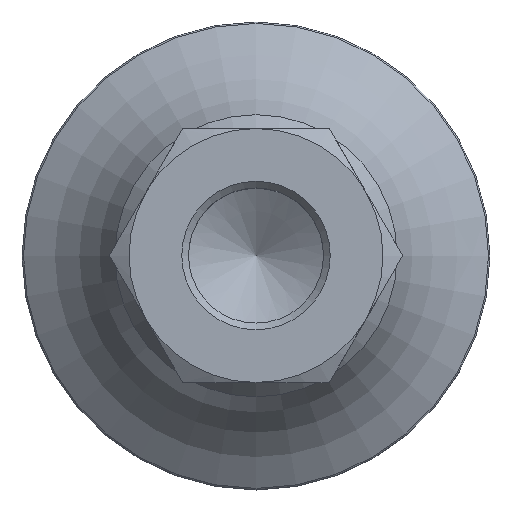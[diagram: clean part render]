
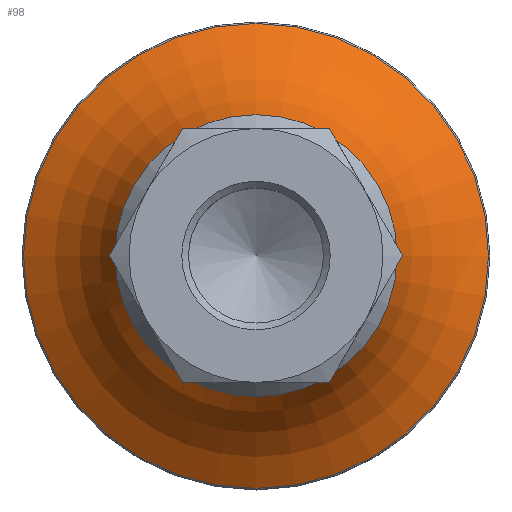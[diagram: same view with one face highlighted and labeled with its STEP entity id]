
A CAD part, top view. The second image highlights one B-rep face of the part: STEP entity #98.
In plain terms, the highlighted toroidal (fillet/blend) face has major radius 24.427 mm and minor radius 15 mm.
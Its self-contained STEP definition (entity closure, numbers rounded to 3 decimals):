
#98 = ADVANCED_FACE( '', ( #160, #161 ), #162, .F. );
#160 = FACE_OUTER_BOUND( '', #231, .T. );
#161 = FACE_OUTER_BOUND( '', #232, .T. );
#162 = TOROIDAL_SURFACE( '', #233, 24.428, 15. );
#231 = EDGE_LOOP( '', ( #394 ) );
#232 = EDGE_LOOP( '', ( #395 ) );
#233 = AXIS2_PLACEMENT_3D( '', #396, #397, #398 );
#394 = ORIENTED_EDGE( '', *, *, #459, .T. );
#395 = ORIENTED_EDGE( '', *, *, #462, .F. );
#396 = CARTESIAN_POINT( '', ( 0., 0., 20.304 ) );
#397 = DIRECTION( '', ( 0., 0., 1. ) );
#398 = DIRECTION( '', ( 1., 0., 0. ) );
#459 = EDGE_CURVE( '', #530, #530, #531, .T. );
#462 = EDGE_CURVE( '', #536, #536, #537, .T. );
#530 = VERTEX_POINT( '', #690 );
#531 = CIRCLE( '', #691, 17.394 );
#536 = VERTEX_POINT( '', #696 );
#537 = CIRCLE( '', #697, 10.555 );
#690 = CARTESIAN_POINT( '', ( 17.394, 0., 7.056 ) );
#691 = AXIS2_PLACEMENT_3D( '', #757, #758, #759 );
#696 = CARTESIAN_POINT( '', ( 10.555, 0., 14.6 ) );
#697 = AXIS2_PLACEMENT_3D( '', #766, #767, #768 );
#757 = CARTESIAN_POINT( '', ( 0., 0., 7.056 ) );
#758 = DIRECTION( '', ( 0., 0., 1. ) );
#759 = DIRECTION( '', ( 1., 0., 0. ) );
#766 = CARTESIAN_POINT( '', ( 0., 0., 14.6 ) );
#767 = DIRECTION( '', ( 0., 0., 1. ) );
#768 = DIRECTION( '', ( 1., 0., 0. ) );
